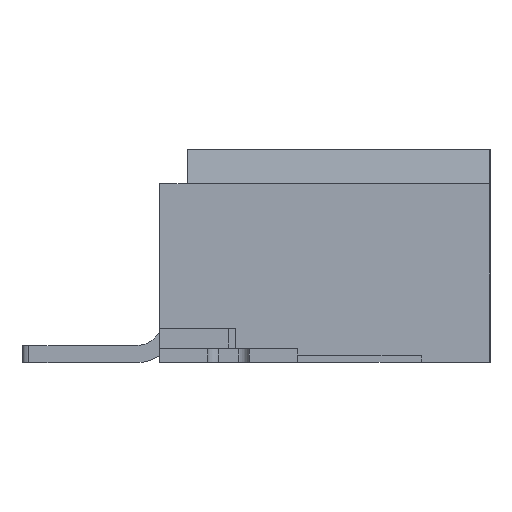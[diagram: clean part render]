
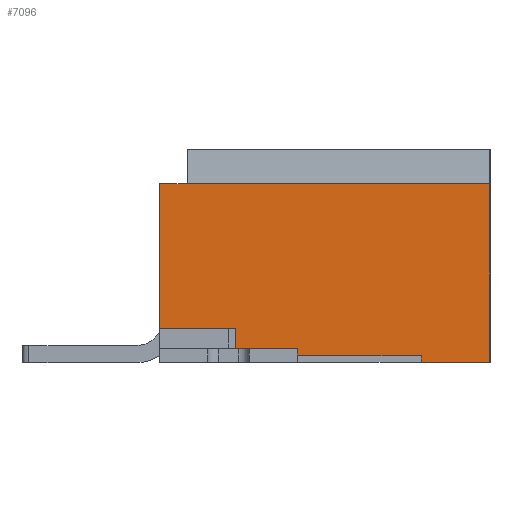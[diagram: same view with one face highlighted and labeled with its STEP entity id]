
A CAD part, left-side view. The second image highlights one B-rep face of the part: STEP entity #7096.
In plain terms, the highlighted planar face has unit normal (-1, 0, 0).
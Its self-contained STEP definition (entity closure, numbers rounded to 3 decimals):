
#833=ORIENTED_EDGE('',*,*,#2777,.F.);
#834=ORIENTED_EDGE('',*,*,#2778,.T.);
#835=ORIENTED_EDGE('',*,*,#2601,.T.);
#836=ORIENTED_EDGE('',*,*,#2779,.T.);
#837=ORIENTED_EDGE('',*,*,#2780,.F.);
#838=ORIENTED_EDGE('',*,*,#2781,.F.);
#839=ORIENTED_EDGE('',*,*,#2782,.T.);
#840=ORIENTED_EDGE('',*,*,#2783,.T.);
#841=ORIENTED_EDGE('',*,*,#2784,.T.);
#2601=EDGE_CURVE('',#3604,#3603,#4328,.T.);
#2777=EDGE_CURVE('',#3730,#3731,#4495,.T.);
#2778=EDGE_CURVE('',#3730,#3604,#4496,.T.);
#2779=EDGE_CURVE('',#3603,#3732,#4497,.T.);
#2780=EDGE_CURVE('',#3733,#3732,#4498,.T.);
#2781=EDGE_CURVE('',#3734,#3733,#4499,.T.);
#2782=EDGE_CURVE('',#3734,#3451,#4500,.T.);
#2783=EDGE_CURVE('',#3451,#3735,#4501,.T.);
#2784=EDGE_CURVE('',#3735,#3731,#4502,.T.);
#3451=VERTEX_POINT('',#9953);
#3603=VERTEX_POINT('',#10347);
#3604=VERTEX_POINT('',#10349);
#3730=VERTEX_POINT('',#10685);
#3731=VERTEX_POINT('',#10686);
#3732=VERTEX_POINT('',#10689);
#3733=VERTEX_POINT('',#10691);
#3734=VERTEX_POINT('',#10693);
#3735=VERTEX_POINT('',#10696);
#4328=LINE('',#10348,#5301);
#4495=LINE('',#10684,#5468);
#4496=LINE('',#10687,#5469);
#4497=LINE('',#10688,#5470);
#4498=LINE('',#10690,#5471);
#4499=LINE('',#10692,#5472);
#4500=LINE('',#10694,#5473);
#4501=LINE('',#10695,#5474);
#4502=LINE('',#10697,#5475);
#5301=VECTOR('',#8280,1000.);
#5468=VECTOR('',#8533,1000.);
#5469=VECTOR('',#8534,1000.);
#5470=VECTOR('',#8535,1000.);
#5471=VECTOR('',#8536,1000.);
#5472=VECTOR('',#8537,1000.);
#5473=VECTOR('',#8538,1000.);
#5474=VECTOR('',#8539,1000.);
#5475=VECTOR('',#8540,1000.);
#6061=EDGE_LOOP('',(#833,#834,#835,#836,#837,#838,#839,#840,#841));
#6419=FACE_BOUND('',#6061,.T.);
#6767=PLANE('',#7524);
#7096=ADVANCED_FACE('',(#6419),#6767,.F.);
#7524=AXIS2_PLACEMENT_3D('',#10683,#8531,#8532);
#8280=DIRECTION('',(0.,-1.,0.));
#8531=DIRECTION('',(1.,0.,0.));
#8532=DIRECTION('',(0.,0.,-1.));
#8533=DIRECTION('',(0.,1.,0.));
#8534=DIRECTION('',(0.,0.,-1.));
#8535=DIRECTION('',(0.,0.,-1.));
#8536=DIRECTION('',(0.,1.,0.));
#8537=DIRECTION('',(0.,0.,-1.));
#8538=DIRECTION('',(0.,1.,0.));
#8539=DIRECTION('',(0.,1.,0.));
#8540=DIRECTION('',(0.,0.,-1.));
#9953=CARTESIAN_POINT('',(-6.4,2.,1.05));
#10347=CARTESIAN_POINT('',(-6.4,-1.4,-1.45));
#10348=CARTESIAN_POINT('',(-6.4,2.4,-1.45));
#10349=CARTESIAN_POINT('',(-6.4,1.3,-1.45));
#10683=CARTESIAN_POINT('',(-6.4,-2.4,1.05));
#10684=CARTESIAN_POINT('',(-6.4,1.3,-1.05));
#10685=CARTESIAN_POINT('',(-6.4,1.3,-1.05));
#10686=CARTESIAN_POINT('',(-6.4,2.4,-1.05));
#10687=CARTESIAN_POINT('',(-6.4,1.3,-1.05));
#10688=CARTESIAN_POINT('',(-6.4,-1.4,-1.45));
#10689=CARTESIAN_POINT('',(-6.4,-1.4,-1.55));
#10690=CARTESIAN_POINT('',(-6.4,-2.4,-1.55));
#10691=CARTESIAN_POINT('',(-6.4,-2.4,-1.55));
#10692=CARTESIAN_POINT('',(-6.4,-2.4,1.05));
#10693=CARTESIAN_POINT('',(-6.4,-2.4,1.05));
#10694=CARTESIAN_POINT('',(-6.4,-2.4,1.05));
#10695=CARTESIAN_POINT('',(-6.4,2.,1.05));
#10696=CARTESIAN_POINT('',(-6.4,2.4,1.05));
#10697=CARTESIAN_POINT('',(-6.4,2.4,1.05));
